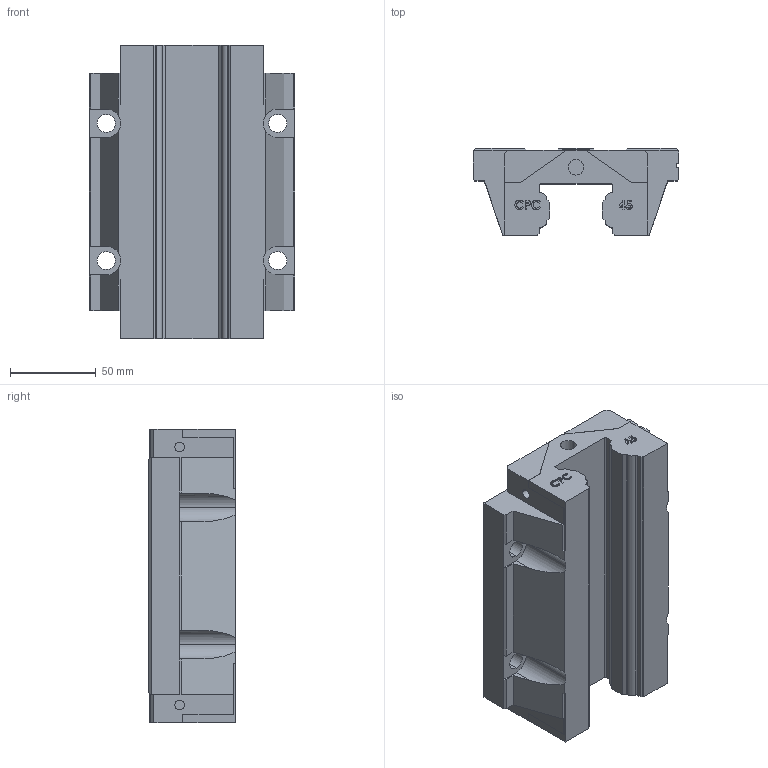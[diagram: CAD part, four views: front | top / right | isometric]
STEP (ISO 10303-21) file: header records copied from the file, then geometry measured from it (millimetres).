
FILE_DESCRIPTION (( 'STEP AP214' ), '1' );
FILE_NAME ('HRC45FL-block.STEP', '2013-03-11T10:25:20', ( 'CPC' ), ( '' ), 'SwSTEP 2.0', 'SolidWorks 2010', '' );
FILE_SCHEMA (( 'AUTOMOTIVE_DESIGN' ));
Length unit declared in the file: millimetre
Products named in the file (1): HRC45FL-block
Bounding box: 120 x 50.7 x 171.5 mm (x, y, z)
Volume: 664016.3 mm3; surface area: 78112.5 mm2
Topology: 1 solids, 1 shells, 341 faces, 925 edges, 610 vertices
Faces by surface type: plane 214, bspline 62, cylinder 57, cone 8
Entity records: 17257 total; most frequent: CARTESIAN_POINT 8039, ORIENTED_EDGE 1850, DIRECTION 1475, EDGE_CURVE 925, VECTOR 671, LINE 671, VERTEX_POINT 610, AXIS2_PLACEMENT_3D 402
